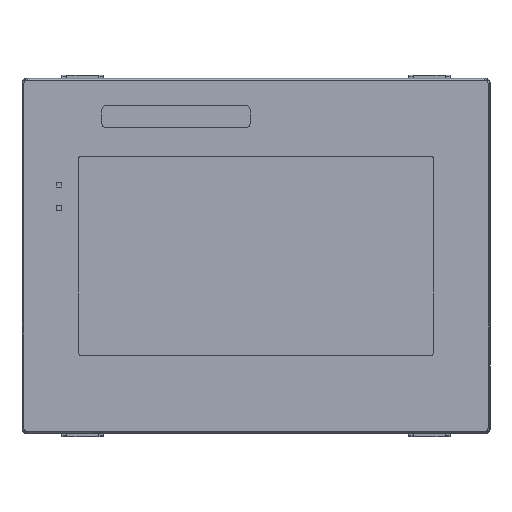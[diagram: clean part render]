
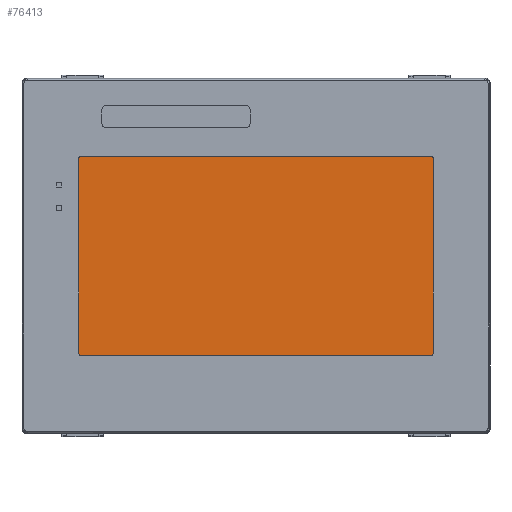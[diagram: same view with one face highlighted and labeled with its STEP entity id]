
A CAD part, top view. The second image highlights one B-rep face of the part: STEP entity #76413.
In plain terms, the highlighted planar face has unit normal (0, 0, 1).
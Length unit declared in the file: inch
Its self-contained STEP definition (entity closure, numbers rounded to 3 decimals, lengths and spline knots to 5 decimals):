
#2586 = AXIS2_PLACEMENT_3D ( 'NONE', #14445, #46548, #102885 ) ;
#4713 = DIRECTION ( 'NONE',  ( -1., 0., 0. ) ) ;
#9434 = CARTESIAN_POINT ( 'NONE',  ( -3.01969, 0.37227, 0.3089 ) ) ;
#10752 = VERTEX_POINT ( 'NONE', #33000 ) ;
#11314 = LINE ( 'NONE', #91859, #39340 ) ;
#14445 = CARTESIAN_POINT ( 'NONE',  ( 3.01969, 3.7699, 0.3089 ) ) ;
#15118 = DIRECTION ( 'NONE',  ( 0., 0., 1. ) ) ;
#16072 = CIRCLE ( 'NONE', #2586, 0.03937 ) ;
#16144 = CARTESIAN_POINT ( 'NONE',  ( 3.01969, 3.7699, 0.3089 ) ) ;
#17055 = DIRECTION ( 'NONE',  ( 1., 0., 0. ) ) ;
#17175 = AXIS2_PLACEMENT_3D ( 'NONE', #16144, #15118, #70948 ) ;
#18081 = DIRECTION ( 'NONE',  ( 0., 0., 1. ) ) ;
#18099 = DIRECTION ( 'NONE',  ( 0., 0., 1. ) ) ;
#19566 = VECTOR ( 'NONE', #52656, 39.37008 ) ;
#20559 = LINE ( 'NONE', #75856, #19566 ) ;
#21708 = VECTOR ( 'NONE', #4713, 39.37008 ) ;
#25176 = DIRECTION ( 'NONE',  ( 0., 0., 1. ) ) ;
#26909 = VERTEX_POINT ( 'NONE', #9434 ) ;
#30121 = VECTOR ( 'NONE', #61327, 39.37008 ) ;
#31550 = CIRCLE ( 'NONE', #81989, 0.03937 ) ;
#32848 = CARTESIAN_POINT ( 'NONE',  ( -3.01969, 3.7699, 0.3089 ) ) ;
#33000 = CARTESIAN_POINT ( 'NONE',  ( -3.01969, 3.80927, 0.3089 ) ) ;
#36295 = AXIS2_PLACEMENT_3D ( 'NONE', #73602, #25176, #97819 ) ;
#37120 = LINE ( 'NONE', #84523, #30121 ) ;
#38811 = PLANE ( 'NONE',  #17175 ) ;
#39340 = VECTOR ( 'NONE', #77112, 39.37008 ) ;
#42564 = EDGE_LOOP ( 'NONE', ( #103046, #84764, #60249, #57566, #87211, #71403, #94889, #84319 ) ) ;
#46535 = VERTEX_POINT ( 'NONE', #100939 ) ;
#46548 = DIRECTION ( 'NONE',  ( 0., 0., 1. ) ) ;
#48019 = CIRCLE ( 'NONE', #36295, 0.03937 ) ;
#52165 = CARTESIAN_POINT ( 'NONE',  ( -3.05906, 3.7699, 0.3089 ) ) ;
#52656 = DIRECTION ( 'NONE',  ( 0., 1., 0. ) ) ;
#53450 = CARTESIAN_POINT ( 'NONE',  ( -3.05906, 0.41164, 0.3089 ) ) ;
#54936 = CARTESIAN_POINT ( 'NONE',  ( 3.01969, 3.80927, 0.3089 ) ) ;
#55128 = VERTEX_POINT ( 'NONE', #63978 ) ;
#56957 = AXIS2_PLACEMENT_3D ( 'NONE', #32848, #18081, #17055 ) ;
#57009 = EDGE_CURVE ( 'NONE', #74866, #61914, #11314, .T. ) ;
#57566 = ORIENTED_EDGE ( 'NONE', *, *, #72838, .T. ) ;
#60204 = EDGE_CURVE ( 'NONE', #46535, #55128, #20559, .T. ) ;
#60249 = ORIENTED_EDGE ( 'NONE', *, *, #96960, .T. ) ;
#61327 = DIRECTION ( 'NONE',  ( 1., 0., 0. ) ) ;
#61914 = VERTEX_POINT ( 'NONE', #53450 ) ;
#63978 = CARTESIAN_POINT ( 'NONE',  ( 3.05906, 3.7699, 0.3089 ) ) ;
#66028 = DIRECTION ( 'NONE',  ( 1., 0., 0. ) ) ;
#70948 = DIRECTION ( 'NONE',  ( 1., 0., 0. ) ) ;
#71403 = ORIENTED_EDGE ( 'NONE', *, *, #57009, .T. ) ;
#72838 = EDGE_CURVE ( 'NONE', #82718, #10752, #100550, .T. ) ;
#72896 = CARTESIAN_POINT ( 'NONE',  ( -3.01969, 0.41164, 0.3089 ) ) ;
#73187 = EDGE_CURVE ( 'NONE', #26909, #88065, #37120, .T. ) ;
#73602 = CARTESIAN_POINT ( 'NONE',  ( 3.01969, 0.41164, 0.3089 ) ) ;
#74866 = VERTEX_POINT ( 'NONE', #52165 ) ;
#75787 = CARTESIAN_POINT ( 'NONE',  ( 3.01969, 0.37227, 0.3089 ) ) ;
#75856 = CARTESIAN_POINT ( 'NONE',  ( 3.05906, 0.41164, 0.3089 ) ) ;
#76413 = ADVANCED_FACE ( 'NONE', ( #78846 ), #38811, .T. ) ;
#77112 = DIRECTION ( 'NONE',  ( 0., -1., 0. ) ) ;
#78846 = FACE_OUTER_BOUND ( 'NONE', #42564, .T. ) ;
#80131 = EDGE_CURVE ( 'NONE', #61914, #26909, #31550, .T. ) ;
#81989 = AXIS2_PLACEMENT_3D ( 'NONE', #72896, #18099, #66028 ) ;
#82718 = VERTEX_POINT ( 'NONE', #54936 ) ;
#84319 = ORIENTED_EDGE ( 'NONE', *, *, #73187, .T. ) ;
#84523 = CARTESIAN_POINT ( 'NONE',  ( -3.01969, 0.37227, 0.3089 ) ) ;
#84764 = ORIENTED_EDGE ( 'NONE', *, *, #60204, .T. ) ;
#87211 = ORIENTED_EDGE ( 'NONE', *, *, #100434, .T. ) ;
#88065 = VERTEX_POINT ( 'NONE', #75787 ) ;
#91859 = CARTESIAN_POINT ( 'NONE',  ( -3.05906, 3.7699, 0.3089 ) ) ;
#92670 = CARTESIAN_POINT ( 'NONE',  ( 3.01969, 3.80927, 0.3089 ) ) ;
#93931 = CIRCLE ( 'NONE', #56957, 0.03937 ) ;
#94889 = ORIENTED_EDGE ( 'NONE', *, *, #80131, .T. ) ;
#95194 = EDGE_CURVE ( 'NONE', #88065, #46535, #48019, .T. ) ;
#96960 = EDGE_CURVE ( 'NONE', #55128, #82718, #16072, .T. ) ;
#97819 = DIRECTION ( 'NONE',  ( 1., 0., 0. ) ) ;
#100434 = EDGE_CURVE ( 'NONE', #10752, #74866, #93931, .T. ) ;
#100550 = LINE ( 'NONE', #92670, #21708 ) ;
#100939 = CARTESIAN_POINT ( 'NONE',  ( 3.05906, 0.41164, 0.3089 ) ) ;
#102885 = DIRECTION ( 'NONE',  ( 1., 0., 0. ) ) ;
#103046 = ORIENTED_EDGE ( 'NONE', *, *, #95194, .T. ) ;
